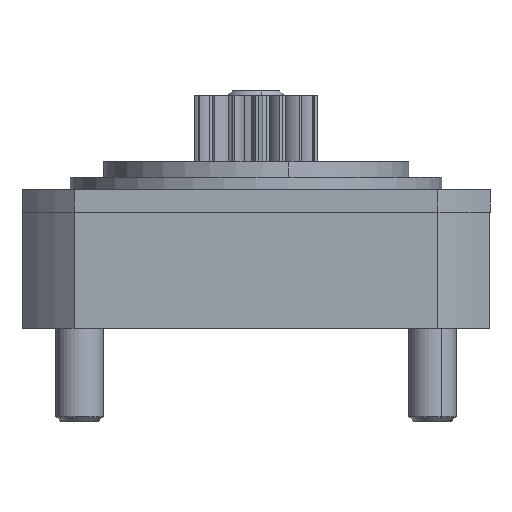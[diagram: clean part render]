
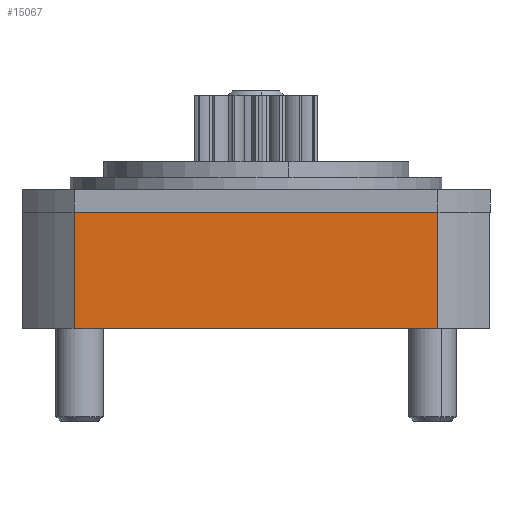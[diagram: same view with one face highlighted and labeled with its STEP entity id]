
A CAD part, front view. The second image highlights one B-rep face of the part: STEP entity #15067.
In plain terms, the highlighted face is planar.
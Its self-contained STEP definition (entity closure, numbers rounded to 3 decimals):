
#75 = ORIENTED_EDGE ( 'NONE', *, *, #15657, .F. ) ;
#388 = ORIENTED_EDGE ( 'NONE', *, *, #8598, .F. ) ;
#1582 = DIRECTION ( 'NONE',  ( -1., 0., 0. ) ) ;
#3187 = VECTOR ( 'NONE', #12480, 1000. ) ;
#5779 = CARTESIAN_POINT ( 'NONE',  ( 24.309, 16.901, 8.583 ) ) ;
#6605 = VERTEX_POINT ( 'NONE', #24440 ) ;
#7556 = CARTESIAN_POINT ( 'NONE',  ( 24.309, -20.125, 8.583 ) ) ;
#8598 = EDGE_CURVE ( 'NONE', #6605, #13525, #23733, .T. ) ;
#8998 = VECTOR ( 'NONE', #15403, 1000. ) ;
#9152 = CARTESIAN_POINT ( 'NONE',  ( 24.309, -1.612, 4.583 ) ) ;
#10171 = ORIENTED_EDGE ( 'NONE', *, *, #21057, .T. ) ;
#11203 = DIRECTION ( 'NONE',  ( 0., 0., 1. ) ) ;
#11474 = FACE_OUTER_BOUND ( 'NONE', #21986, .T. ) ;
#11969 = CARTESIAN_POINT ( 'NONE',  ( 24.309, 16.901, -3.231 ) ) ;
#12480 = DIRECTION ( 'NONE',  ( 0., -1., 0. ) ) ;
#13525 = VERTEX_POINT ( 'NONE', #24987 ) ;
#13816 = CARTESIAN_POINT ( 'NONE',  ( 24.309, 16.901, -3.231 ) ) ;
#13998 = LINE ( 'NONE', #5779, #15020 ) ;
#15020 = VECTOR ( 'NONE', #19633, 1000. ) ;
#15067 = ADVANCED_FACE ( 'NONE', ( #11474 ), #15332, .F. ) ;
#15332 = PLANE ( 'NONE',  #18646 ) ;
#15403 = DIRECTION ( 'NONE',  ( 0., 0., -1. ) ) ;
#15657 = EDGE_CURVE ( 'NONE', #13525, #17777, #13998, .T. ) ;
#17065 = VECTOR ( 'NONE', #23974, 1000. ) ;
#17777 = VERTEX_POINT ( 'NONE', #13816 ) ;
#18225 = ORIENTED_EDGE ( 'NONE', *, *, #18360, .F. ) ;
#18360 = EDGE_CURVE ( 'NONE', #17777, #18609, #22078, .T. ) ;
#18609 = VERTEX_POINT ( 'NONE', #20410 ) ;
#18646 = AXIS2_PLACEMENT_3D ( 'NONE', #9152, #1582, #11203 ) ;
#19243 = LINE ( 'NONE', #7556, #8998 ) ;
#19633 = DIRECTION ( 'NONE',  ( 0., 0., -1. ) ) ;
#20410 = CARTESIAN_POINT ( 'NONE',  ( 24.309, -20.125, -3.231 ) ) ;
#21057 = EDGE_CURVE ( 'NONE', #6605, #18609, #19243, .T. ) ;
#21694 = CARTESIAN_POINT ( 'NONE',  ( 24.309, 0., 8.583 ) ) ;
#21986 = EDGE_LOOP ( 'NONE', ( #75, #388, #10171, #18225 ) ) ;
#22078 = LINE ( 'NONE', #11969, #3187 ) ;
#23733 = LINE ( 'NONE', #21694, #17065 ) ;
#23974 = DIRECTION ( 'NONE',  ( 0., 1., 0. ) ) ;
#24440 = CARTESIAN_POINT ( 'NONE',  ( 24.309, -20.125, 8.583 ) ) ;
#24987 = CARTESIAN_POINT ( 'NONE',  ( 24.309, 16.901, 8.583 ) ) ;
